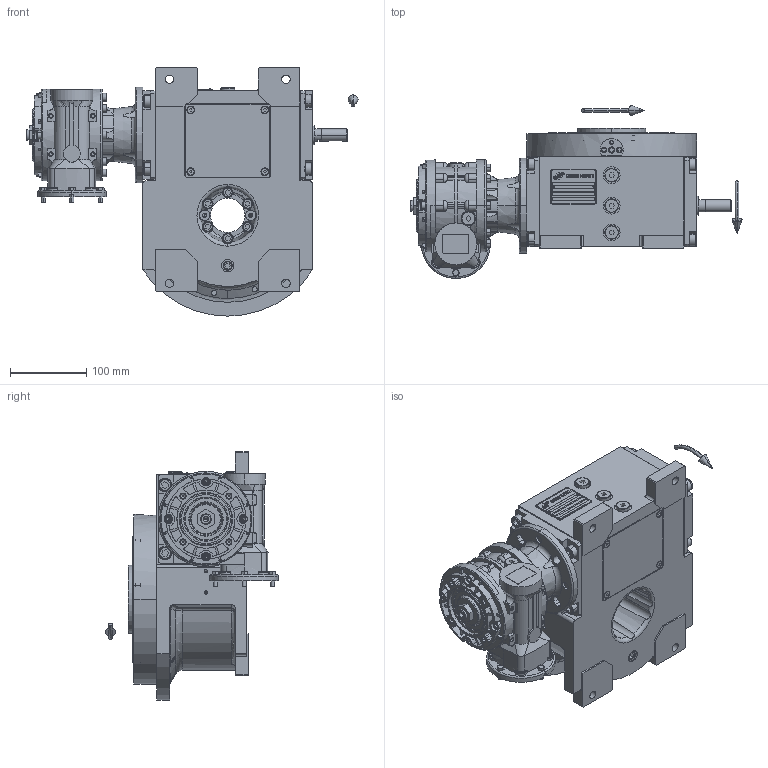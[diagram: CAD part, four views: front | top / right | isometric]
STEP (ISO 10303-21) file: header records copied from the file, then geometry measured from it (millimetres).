
FILE_DESCRIPTION (( 'STEP AP203' ), '1' );
FILE_NAME ('PC5001626.step', '2025-10-06T11:50:32', ( '' ), ( '' ), 'SwSTEP 2.0', 'SolidWorks 2020', '' );
FILE_SCHEMA (( 'CONFIG_CONTROL_DESIGN' ));
Length unit declared in the file: millimetre
Products named in the file (80): cfn2000_01_126; AS_rig06_071_8_m; cfn2128_19_002; cfn2155_01_303; AS_rig06_004; cfn2476_01_002_60x46; cfn2205_01_013; AS_rig06_004_s_001; CFN2010_01_012.stp; cfn2000_01_103; AS_rig06_017; olio_agip_blasia_150; cfn2107_01_001; cfn2000_01_161; cfn2276_01_074; cfn2003_01_054; RIG06_021_AF0.stp; AS_rig06_002_bl_001; cfn2158_01_010; cfn2104_01_016; rig06_071_08_m_asm.stp; cfn2128_04_004; cfn2000_01_124; AS_900_38_30_003; CFN2203_02_001.stp; CFN2223_01-570X6-B.stp; freccia_angolare_albero; rig06_003_8; cfn2155_01_056; cfn2151_01_290; AS_rig06_016; rig06_004; freccia_angolare; cfn2151_01_109; CFN2000_01_185.stp; CFN2356_03_047.stp; 900_38_30_003; cfn2115_01_005; PC5001626; rig06_016 ...
Assembly tree (72 placements, depth 5):
  cfn2205_01_013
  CFN2010_01_012.stp
  olio_agip_blasia_150
  cfn2276_01_074
  cfn2158_01_010
Bounding box: 434.5 x 226.5 x 325 mm (x, y, z)
Volume: 3200958.7 mm3; surface area: 959150.1 mm2
Topology: 63 solids, 63 shells, 3451 faces, 8754 edges, 5591 vertices
Faces by surface type: plane 1557, cylinder 1172, cone 535, torus 161, bspline 20, sphere 6
Entity records: 122027 total; most frequent: CARTESIAN_POINT 32967, DIRECTION 16985, ORIENTED_EDGE 16724, EDGE_CURVE 8362, AXIS2_PLACEMENT_3D 6171, VERTEX_POINT 5410, VECTOR 4643, LINE 4643
